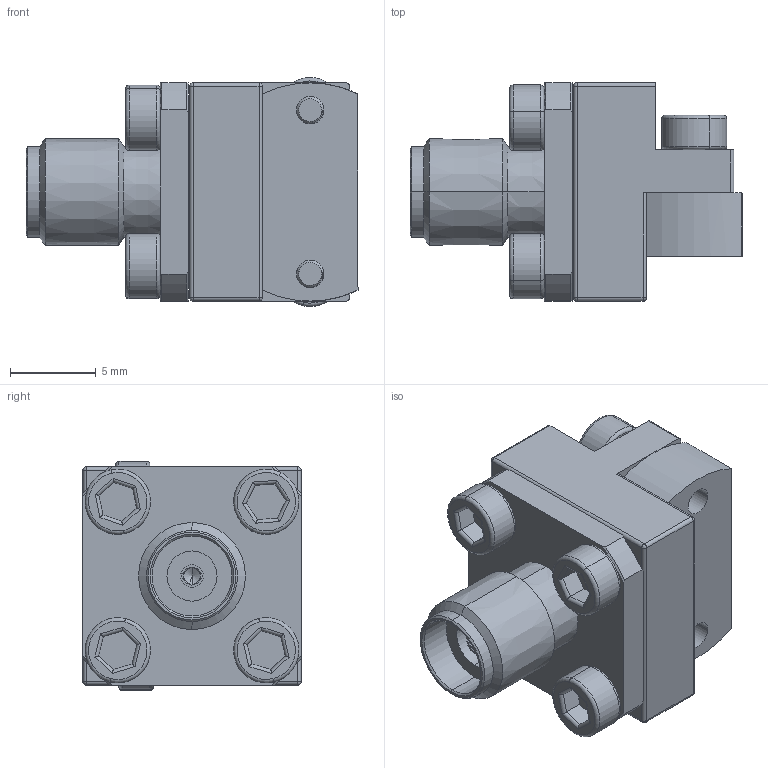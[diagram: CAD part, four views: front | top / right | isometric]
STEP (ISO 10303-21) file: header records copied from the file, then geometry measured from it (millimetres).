
FILE_DESCRIPTION (( 'STEP AP203' ), '1' );
FILE_NAME ('2.92mm EndLaunch.STEP', '2018-01-05T11:04:26', ( '' ), ( '' ), 'SwSTEP 2.0', 'SolidWorks 2013', '' );
FILE_SCHEMA (( 'CONFIG_CONTROL_DESIGN' ));
Length unit declared in the file: millimetre
Products named in the file (1): 2.92mm EndLaunch
Bounding box: 19.32 x 12.7 x 13.33 mm (x, y, z)
Volume: 1536.9 mm3; surface area: 2081.7 mm2
Topology: 7 solids, 7 shells, 459 faces, 1157 edges, 725 vertices
Faces by surface type: cylinder 259, plane 112, cone 46, torus 24, bspline 12, sphere 6
Entity records: 19182 total; most frequent: CARTESIAN_POINT 8988, ORIENTED_EDGE 2298, DIRECTION 1963, EDGE_CURVE 1149, AXIS2_PLACEMENT_3D 732, VERTEX_POINT 725, VECTOR 499, LINE 499
